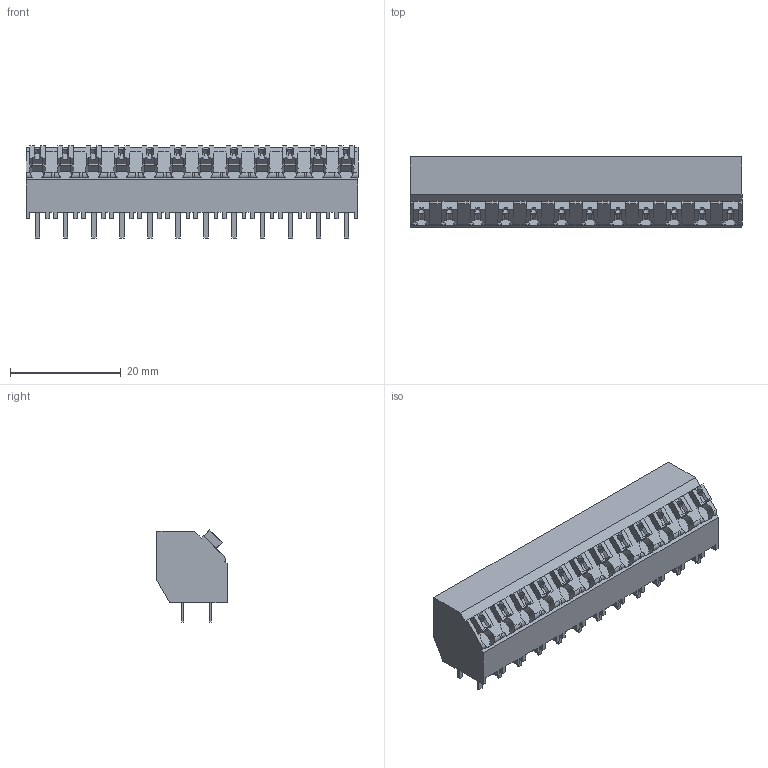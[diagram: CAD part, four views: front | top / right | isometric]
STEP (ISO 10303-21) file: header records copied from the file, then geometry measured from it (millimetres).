
FILE_DESCRIPTION(('CATIA V5 STEP Exchange','CAx-IF Rec.Pracs.--- Model Styling and Organization---1.2---2011-12-15'),'2;1');
FILE_NAME ('D1458449_0_1885120000_1885120000.stp','2018-03-20T13:53:34+00:00',('none'),('Weidmueller'),'CATIA Version 5-6 Release 2014','CATIA V5 STEP AP214','none');
FILE_SCHEMA(('AUTOMOTIVE_DESIGN { 1 0 10303 214 1 1 1 1 }'));
Length unit declared in the file: millimetre
Products named in the file (1): 1885120000
Bounding box: 60.08 x 12.7 x 16.66 mm (x, y, z)
Volume: 6953.9 mm3; surface area: 6597.5 mm2
Topology: 37 solids, 37 shells, 885 faces, 2542 edges, 1742 vertices
Faces by surface type: plane 803, cylinder 82
Entity records: 26409 total; most frequent: CARTESIAN_POINT 5139, ORIENTED_EDGE 5084, DIRECTION 3242, EDGE_CURVE 2542, VECTOR 2279, LINE 2279, VERTEX_POINT 1742, EDGE_LOOP 920
